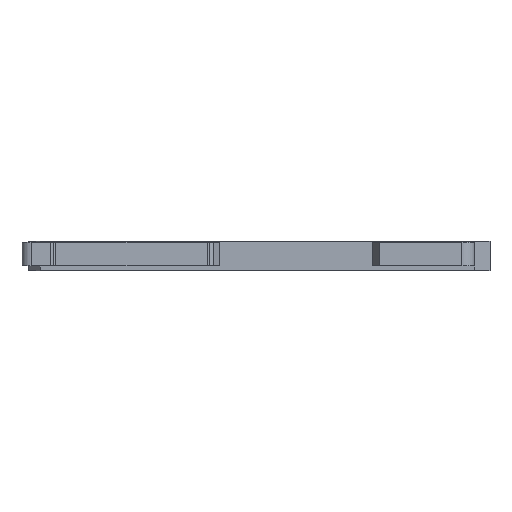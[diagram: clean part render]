
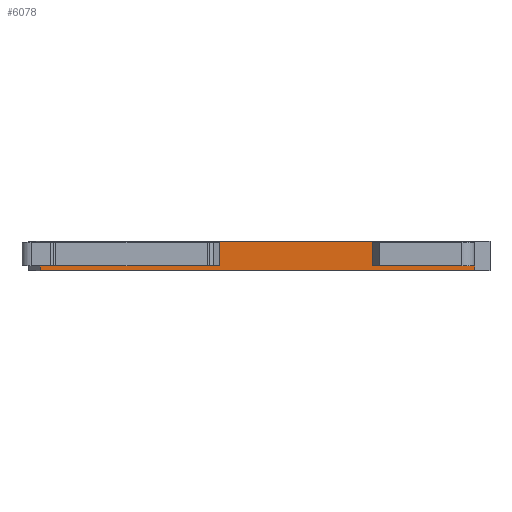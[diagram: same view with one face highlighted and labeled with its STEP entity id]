
A CAD part, front view. The second image highlights one B-rep face of the part: STEP entity #6078.
In plain terms, the highlighted planar face has unit normal (0, -1, 0).
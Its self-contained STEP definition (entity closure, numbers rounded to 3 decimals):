
#247=DIRECTION('',(-1.,0.,0.));
#248=VECTOR('',#247,90.034);
#249=CARTESIAN_POINT('',(2463.256,3890.686,-3.05));
#250=LINE('',#249,#248);
#775=DIRECTION('',(0.,0.,-1.));
#776=VECTOR('',#775,0.2);
#777=CARTESIAN_POINT('',(2463.256,3890.686,3.05));
#778=LINE('',#777,#776);
#880=DIRECTION('',(0.,0.,-1.));
#881=VECTOR('',#880,1.);
#882=CARTESIAN_POINT('',(2373.222,3890.686,-2.05));
#883=LINE('',#882,#881);
#887=DIRECTION('',(-1.,0.,0.));
#888=VECTOR('',#887,1.066);
#889=CARTESIAN_POINT('',(2374.288,3890.686,-2.05));
#890=LINE('',#889,#888);
#894=DIRECTION('',(1.,0.,0.));
#895=VECTOR('',#894,1.066);
#896=CARTESIAN_POINT('',(2373.222,3890.686,2.85));
#897=LINE('',#896,#895);
#901=DIRECTION('',(0.,0.,-1.));
#902=VECTOR('',#901,0.2);
#903=CARTESIAN_POINT('',(2373.222,3890.686,3.05));
#904=LINE('',#903,#902);
#908=DIRECTION('',(-1.,0.,0.));
#909=VECTOR('',#908,90.034);
#910=CARTESIAN_POINT('',(2463.256,3890.686,3.05));
#911=LINE('',#910,#909);
#915=DIRECTION('',(1.,0.,0.));
#916=VECTOR('',#915,1.6);
#917=CARTESIAN_POINT('',(2461.656,3890.686,2.85));
#918=LINE('',#917,#916);
#922=DIRECTION('',(0.,0.,1.));
#923=VECTOR('',#922,4.9);
#924=CARTESIAN_POINT('',(2461.656,3890.686,-2.05));
#925=LINE('',#924,#923);
#929=DIRECTION('',(-1.,0.,0.));
#930=VECTOR('',#929,1.6);
#931=CARTESIAN_POINT('',(2463.256,3890.686,-2.05));
#932=LINE('',#931,#930);
#936=DIRECTION('',(0.,0.,1.));
#937=VECTOR('',#936,1.);
#938=CARTESIAN_POINT('',(2463.256,3890.686,-3.05));
#939=LINE('',#938,#937);
#943=DIRECTION('',(1.,0.,0.));
#944=VECTOR('',#943,1.423);
#945=CARTESIAN_POINT('',(2408.035,3890.686,2.85));
#946=LINE('',#945,#944);
#950=DIRECTION('',(0.,0.,1.));
#951=VECTOR('',#950,4.9);
#952=CARTESIAN_POINT('',(2408.035,3890.686,-2.05));
#953=LINE('',#952,#951);
#957=DIRECTION('',(-1.,0.,0.));
#958=VECTOR('',#957,1.423);
#959=CARTESIAN_POINT('',(2409.458,3890.686,-2.05));
#960=LINE('',#959,#958);
#964=DIRECTION('',(-1.,0.,0.));
#965=VECTOR('',#964,1.5);
#966=CARTESIAN_POINT('',(2445.958,3890.686,-2.05));
#967=LINE('',#966,#965);
#971=DIRECTION('',(1.,0.,0.));
#972=VECTOR('',#971,1.5);
#973=CARTESIAN_POINT('',(2444.458,3890.686,2.85));
#974=LINE('',#973,#972);
#978=DIRECTION('',(0.,0.,1.));
#979=VECTOR('',#978,4.9);
#980=CARTESIAN_POINT('',(2444.458,3890.686,-2.05));
#981=LINE('',#980,#979);
#2715=DIRECTION('',(0.,0.,1.));
#2716=VECTOR('',#2715,4.9);
#2717=CARTESIAN_POINT('',(2409.458,3890.686,-2.05));
#2718=LINE('',#2717,#2716);
#2750=DIRECTION('',(0.,0.,1.));
#2751=VECTOR('',#2750,4.9);
#2752=CARTESIAN_POINT('',(2374.288,3890.686,-2.05));
#2753=LINE('',#2752,#2751);
#3043=DIRECTION('',(0.,0.,1.));
#3044=VECTOR('',#3043,4.9);
#3045=CARTESIAN_POINT('',(2445.958,3890.686,-2.05));
#3046=LINE('',#3045,#3044);
#4345=CARTESIAN_POINT('',(2408.035,3890.686,2.85));
#4346=CARTESIAN_POINT('',(2409.458,3890.686,2.85));
#4347=VERTEX_POINT('',#4345);
#4348=VERTEX_POINT('',#4346);
#4370=CARTESIAN_POINT('',(2408.035,3890.686,-2.05));
#4372=VERTEX_POINT('',#4370);
#4381=CARTESIAN_POINT('',(2463.256,3890.686,3.05));
#4382=CARTESIAN_POINT('',(2373.222,3890.686,3.05));
#4383=VERTEX_POINT('',#4381);
#4384=VERTEX_POINT('',#4382);
#4385=CARTESIAN_POINT('',(2461.656,3890.686,2.85));
#4386=VERTEX_POINT('',#4385);
#4391=CARTESIAN_POINT('',(2463.256,3890.686,-3.05));
#4393=VERTEX_POINT('',#4391);
#4400=CARTESIAN_POINT('',(2463.256,3890.686,-2.05));
#4402=VERTEX_POINT('',#4400);
#4536=CARTESIAN_POINT('',(2373.222,3890.686,-2.05));
#4538=VERTEX_POINT('',#4536);
#4571=CARTESIAN_POINT('',(2373.222,3890.686,2.85));
#4573=VERTEX_POINT('',#4571);
#4657=CARTESIAN_POINT('',(2373.222,3890.686,-3.05));
#4659=VERTEX_POINT('',#4657);
#4775=CARTESIAN_POINT('',(2445.958,3890.686,-2.05));
#4776=CARTESIAN_POINT('',(2444.458,3890.686,-2.05));
#4777=VERTEX_POINT('',#4775);
#4778=VERTEX_POINT('',#4776);
#4801=CARTESIAN_POINT('',(2445.958,3890.686,2.85));
#4802=VERTEX_POINT('',#4801);
#5037=CARTESIAN_POINT('',(2463.256,3890.686,2.85));
#5038=VERTEX_POINT('',#5037);
#5039=CARTESIAN_POINT('',(2374.288,3890.686,-2.05));
#5040=CARTESIAN_POINT('',(2374.288,3890.686,2.85));
#5041=VERTEX_POINT('',#5039);
#5042=VERTEX_POINT('',#5040);
#5075=CARTESIAN_POINT('',(2461.656,3890.686,-2.05));
#5076=VERTEX_POINT('',#5075);
#5099=CARTESIAN_POINT('',(2409.458,3890.686,-2.05));
#5100=VERTEX_POINT('',#5099);
#5111=CARTESIAN_POINT('',(2444.458,3890.686,2.85));
#5112=VERTEX_POINT('',#5111);
#6030=CARTESIAN_POINT('',(0.,3890.686,3.05));
#6031=DIRECTION('',(0.,1.,0.));
#6032=DIRECTION('',(0.,0.,1.));
#6033=AXIS2_PLACEMENT_3D('',#6030,#6031,#6032);
#6034=PLANE('',#6033);
#6036=ORIENTED_EDGE('',*,*,#6035,.F.);
#6038=ORIENTED_EDGE('',*,*,#6037,.F.);
#6040=ORIENTED_EDGE('',*,*,#6039,.T.);
#6042=ORIENTED_EDGE('',*,*,#6041,.F.);
#6044=ORIENTED_EDGE('',*,*,#6043,.F.);
#6046=ORIENTED_EDGE('',*,*,#6045,.F.);
#6047=ORIENTED_EDGE('',*,*,#5984,.T.);
#6049=ORIENTED_EDGE('',*,*,#6048,.F.);
#6051=ORIENTED_EDGE('',*,*,#6050,.F.);
#6053=ORIENTED_EDGE('',*,*,#6052,.F.);
#6054=ORIENTED_EDGE('',*,*,#5976,.F.);
#6055=ORIENTED_EDGE('',*,*,#5349,.T.);
#6056=EDGE_LOOP('',(#6036,#6038,#6040,#6042,#6044,#6046,#6047,#6049,#6051,#6053,
#6054,#6055));
#6057=FACE_OUTER_BOUND('',#6056,.F.);
#6059=ORIENTED_EDGE('',*,*,#6058,.T.);
#6061=ORIENTED_EDGE('',*,*,#6060,.F.);
#6063=ORIENTED_EDGE('',*,*,#6062,.F.);
#6065=ORIENTED_EDGE('',*,*,#6064,.F.);
#6066=EDGE_LOOP('',(#6059,#6061,#6063,#6065));
#6067=FACE_BOUND('',#6066,.F.);
#6069=ORIENTED_EDGE('',*,*,#6068,.F.);
#6071=ORIENTED_EDGE('',*,*,#6070,.T.);
#6073=ORIENTED_EDGE('',*,*,#6072,.F.);
#6075=ORIENTED_EDGE('',*,*,#6074,.F.);
#6076=EDGE_LOOP('',(#6069,#6071,#6073,#6075));
#6077=FACE_BOUND('',#6076,.F.);
#5349=EDGE_CURVE('',#4393,#4659,#250,.T.);
#5976=EDGE_CURVE('',#4393,#4402,#939,.T.);
#5984=EDGE_CURVE('',#4383,#5038,#778,.T.);
#6035=EDGE_CURVE('',#4538,#4659,#883,.T.);
#6037=EDGE_CURVE('',#5041,#4538,#890,.T.);
#6039=EDGE_CURVE('',#5041,#5042,#2753,.T.);
#6041=EDGE_CURVE('',#4573,#5042,#897,.T.);
#6043=EDGE_CURVE('',#4384,#4573,#904,.T.);
#6045=EDGE_CURVE('',#4383,#4384,#911,.T.);
#6048=EDGE_CURVE('',#4386,#5038,#918,.T.);
#6050=EDGE_CURVE('',#5076,#4386,#925,.T.);
#6052=EDGE_CURVE('',#4402,#5076,#932,.T.);
#6058=EDGE_CURVE('',#5100,#4348,#2718,.T.);
#6060=EDGE_CURVE('',#4347,#4348,#946,.T.);
#6062=EDGE_CURVE('',#4372,#4347,#953,.T.);
#6064=EDGE_CURVE('',#5100,#4372,#960,.T.);
#6068=EDGE_CURVE('',#4777,#4778,#967,.T.);
#6070=EDGE_CURVE('',#4777,#4802,#3046,.T.);
#6072=EDGE_CURVE('',#5112,#4802,#974,.T.);
#6074=EDGE_CURVE('',#4778,#5112,#981,.T.);
#6078=ADVANCED_FACE('',(#6057,#6067,#6077),#6034,.F.);
